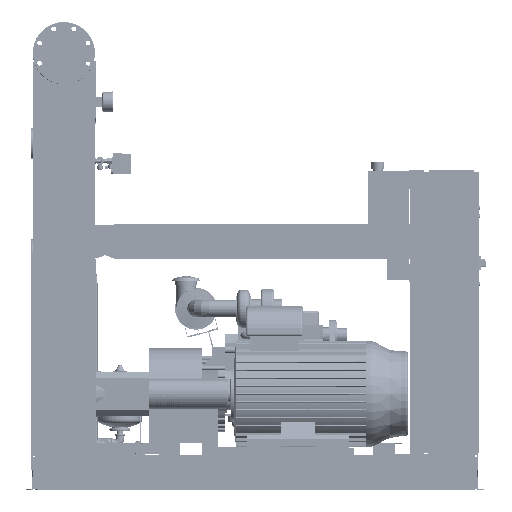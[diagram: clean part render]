
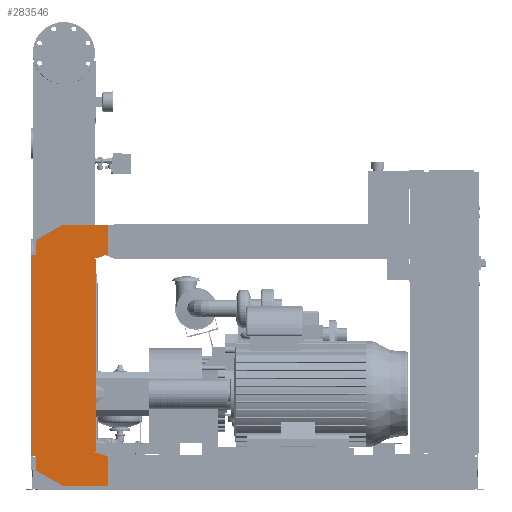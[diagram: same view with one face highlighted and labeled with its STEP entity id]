
A CAD part, front view. The second image highlights one B-rep face of the part: STEP entity #283546.
In plain terms, the highlighted free-form (B-spline) face has degree [1, 1] with [2, 2] control points.
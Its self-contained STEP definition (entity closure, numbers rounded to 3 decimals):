
#283031=CARTESIAN_POINT('',(-129.0,-741.5,1076.0));
#283032=VERTEX_POINT('',#283031);
#283039=CARTESIAN_POINT('',(-129.,-741.5,1142.986));
#283040=VERTEX_POINT('',#283039);
#283041=CARTESIAN_POINT('',(-129.0,-741.5,1076.0));
#283042=DIRECTION('',(0.0,0.0,1.0));
#283043=VECTOR('',#283042,66.986);
#283044=LINE('',#283041,#283043);
#283045=EDGE_CURVE('',#283032,#283040,#283044,.T.);
#283063=CARTESIAN_POINT('',(-6.0,-741.5,1214.0));
#283064=VERTEX_POINT('',#283063);
#283065=CARTESIAN_POINT('',(-129.,-741.5,1142.986));
#283066=DIRECTION('',(0.866,0.0,0.5));
#283067=VECTOR('',#283066,142.028);
#283068=LINE('',#283065,#283067);
#283069=EDGE_CURVE('',#283040,#283064,#283068,.T.);
#283087=CARTESIAN_POINT('',(204.,-741.5,1214.0));
#283088=VERTEX_POINT('',#283087);
#283089=CARTESIAN_POINT('',(-6.0,-741.5,1214.0));
#283090=DIRECTION('',(1.0,0.0,0.0));
#283091=VECTOR('',#283090,210.);
#283092=LINE('',#283089,#283091);
#283093=EDGE_CURVE('',#283064,#283088,#283092,.T.);
#283111=CARTESIAN_POINT('',(204.0,-741.5,1080.379));
#283112=VERTEX_POINT('',#283111);
#283113=CARTESIAN_POINT('',(204.,-741.5,1214.0));
#283114=DIRECTION('',(0.0,0.0,-1.0));
#283115=VECTOR('',#283114,133.621);
#283116=LINE('',#283113,#283115);
#283117=EDGE_CURVE('',#283088,#283112,#283116,.T.);
#283135=CARTESIAN_POINT('',(159.0,-741.5,1064.0));
#283136=VERTEX_POINT('',#283135);
#283137=CARTESIAN_POINT('',(204.0,-741.5,1080.379));
#283138=DIRECTION('',(-0.94,0.0,-0.342));
#283139=VECTOR('',#283138,47.888);
#283140=LINE('',#283137,#283139);
#283141=EDGE_CURVE('',#283112,#283136,#283140,.T.);
#283159=CARTESIAN_POINT('',(139.0,-741.5,1064.0));
#283160=VERTEX_POINT('',#283159);
#283161=CARTESIAN_POINT('',(159.0,-741.5,1064.0));
#283162=DIRECTION('',(-1.0,0.0,0.0));
#283163=VECTOR('',#283162,20.0);
#283164=LINE('',#283161,#283163);
#283165=EDGE_CURVE('',#283136,#283160,#283164,.T.);
#283183=CARTESIAN_POINT('',(139.0,-741.5,1056.0));
#283184=VERTEX_POINT('',#283183);
#283185=CARTESIAN_POINT('',(139.0,-741.5,1064.0));
#283186=DIRECTION('',(0.0,0.0,-1.0));
#283187=VECTOR('',#283186,8.0);
#283188=LINE('',#283185,#283187);
#283189=EDGE_CURVE('',#283160,#283184,#283188,.T.);
#283207=CARTESIAN_POINT('',(147.,-741.5,1056.0));
#283208=VERTEX_POINT('',#283207);
#283209=CARTESIAN_POINT('',(139.0,-741.5,1056.0));
#283210=DIRECTION('',(1.0,0.0,0.0));
#283211=VECTOR('',#283210,8.);
#283212=LINE('',#283209,#283211);
#283213=EDGE_CURVE('',#283184,#283208,#283212,.T.);
#283231=CARTESIAN_POINT('',(147.,-741.5,176.));
#283232=VERTEX_POINT('',#283231);
#283243=CARTESIAN_POINT('',(147.,-741.5,1056.0));
#283244=DIRECTION('',(0.0,0.0,-1.0));
#283245=VECTOR('',#283244,880.);
#283246=LINE('',#283243,#283245);
#283247=EDGE_CURVE('',#283208,#283232,#283246,.T.);
#283261=CARTESIAN_POINT('',(139.,-741.5,176.));
#283262=VERTEX_POINT('',#283261);
#283263=CARTESIAN_POINT('',(147.,-741.5,176.));
#283264=DIRECTION('',(-1.0,0.0,0.0));
#283265=VECTOR('',#283264,8.0);
#283266=LINE('',#283263,#283265);
#283267=EDGE_CURVE('',#283232,#283262,#283266,.T.);
#283285=CARTESIAN_POINT('',(139.,-741.5,168.));
#283286=VERTEX_POINT('',#283285);
#283287=CARTESIAN_POINT('',(139.,-741.5,176.));
#283288=DIRECTION('',(0.0,0.0,-1.0));
#283289=VECTOR('',#283288,8.0);
#283290=LINE('',#283287,#283289);
#283291=EDGE_CURVE('',#283262,#283286,#283290,.T.);
#283309=CARTESIAN_POINT('',(159.,-741.5,168.));
#283310=VERTEX_POINT('',#283309);
#283311=CARTESIAN_POINT('',(139.,-741.5,168.));
#283312=DIRECTION('',(1.0,0.0,0.0));
#283313=VECTOR('',#283312,20.0);
#283314=LINE('',#283311,#283313);
#283315=EDGE_CURVE('',#283286,#283310,#283314,.T.);
#283333=CARTESIAN_POINT('',(204.,-741.5,151.621));
#283334=VERTEX_POINT('',#283333);
#283335=CARTESIAN_POINT('',(159.,-741.5,168.));
#283336=DIRECTION('',(0.94,0.0,-0.342));
#283337=VECTOR('',#283336,47.888);
#283338=LINE('',#283335,#283337);
#283339=EDGE_CURVE('',#283310,#283334,#283338,.T.);
#283357=CARTESIAN_POINT('',(204.,-741.5,18.0));
#283358=VERTEX_POINT('',#283357);
#283359=CARTESIAN_POINT('',(204.,-741.5,151.621));
#283360=DIRECTION('',(0.0,0.0,-1.0));
#283361=VECTOR('',#283360,133.621);
#283362=LINE('',#283359,#283361);
#283363=EDGE_CURVE('',#283334,#283358,#283362,.T.);
#283381=CARTESIAN_POINT('',(-4.,-741.5,18.0));
#283382=VERTEX_POINT('',#283381);
#283383=CARTESIAN_POINT('',(204.,-741.5,18.0));
#283384=DIRECTION('',(-1.0,0.0,0.0));
#283385=VECTOR('',#283384,208.);
#283386=LINE('',#283383,#283385);
#283387=EDGE_CURVE('',#283358,#283382,#283386,.T.);
#283405=CARTESIAN_POINT('',(-129.,-741.5,90.169));
#283406=VERTEX_POINT('',#283405);
#283407=CARTESIAN_POINT('',(-4.,-741.5,18.0));
#283408=DIRECTION('',(-0.866,0.0,0.5));
#283409=VECTOR('',#283408,144.338);
#283410=LINE('',#283407,#283409);
#283411=EDGE_CURVE('',#283382,#283406,#283410,.T.);
#283429=CARTESIAN_POINT('',(-129.,-741.5,156.0));
#283430=VERTEX_POINT('',#283429);
#283431=CARTESIAN_POINT('',(-129.,-741.5,90.169));
#283432=DIRECTION('',(0.0,0.0,1.0));
#283433=VECTOR('',#283432,65.831);
#283434=LINE('',#283431,#283433);
#283435=EDGE_CURVE('',#283406,#283430,#283434,.T.);
#283453=CARTESIAN_POINT('',(-149.,-741.5,156.0));
#283454=VERTEX_POINT('',#283453);
#283455=CARTESIAN_POINT('',(-129.,-741.5,156.0));
#283456=DIRECTION('',(-1.0,0.0,0.0));
#283457=VECTOR('',#283456,20.0);
#283458=LINE('',#283455,#283457);
#283459=EDGE_CURVE('',#283430,#283454,#283458,.T.);
#283477=CARTESIAN_POINT('',(-149.0,-741.5,1076.0));
#283478=VERTEX_POINT('',#283477);
#283491=CARTESIAN_POINT('',(-149.,-741.5,156.0));
#283492=DIRECTION('',(0.0,0.0,1.0));
#283493=VECTOR('',#283492,920.0);
#283494=LINE('',#283491,#283493);
#283495=EDGE_CURVE('',#283454,#283478,#283494,.T.);
#283509=CARTESIAN_POINT('',(-149.0,-741.5,1076.0));
#283510=DIRECTION('',(1.0,0.0,0.0));
#283511=VECTOR('',#283510,20.0);
#283512=LINE('',#283509,#283511);
#283513=EDGE_CURVE('',#283478,#283032,#283512,.T.);
#283519=CARTESIAN_POINT('',(-149.,-741.5,18.0));
#283520=CARTESIAN_POINT('',(204.,-741.5,18.0));
#283521=CARTESIAN_POINT('',(-149.,-741.5,1214.0));
#283522=CARTESIAN_POINT('',(204.,-741.5,1214.0));
#283523=B_SPLINE_SURFACE_WITH_KNOTS('',1,1,((#283519,#283521),(#283520,#283522)),.UNSPECIFIED.,.F.,.F.,.U.,(2,2),(2,2),(0.0,353.),(0.0,1196.0),.UNSPECIFIED.);
#283524=ORIENTED_EDGE('',*,*,#283513,.F.);
#283525=ORIENTED_EDGE('',*,*,#283495,.F.);
#283526=ORIENTED_EDGE('',*,*,#283459,.F.);
#283527=ORIENTED_EDGE('',*,*,#283435,.F.);
#283528=ORIENTED_EDGE('',*,*,#283411,.F.);
#283529=ORIENTED_EDGE('',*,*,#283387,.F.);
#283530=ORIENTED_EDGE('',*,*,#283363,.F.);
#283531=ORIENTED_EDGE('',*,*,#283339,.F.);
#283532=ORIENTED_EDGE('',*,*,#283315,.F.);
#283533=ORIENTED_EDGE('',*,*,#283291,.F.);
#283534=ORIENTED_EDGE('',*,*,#283267,.F.);
#283535=ORIENTED_EDGE('',*,*,#283247,.F.);
#283536=ORIENTED_EDGE('',*,*,#283213,.F.);
#283537=ORIENTED_EDGE('',*,*,#283189,.F.);
#283538=ORIENTED_EDGE('',*,*,#283165,.F.);
#283539=ORIENTED_EDGE('',*,*,#283141,.F.);
#283540=ORIENTED_EDGE('',*,*,#283117,.F.);
#283541=ORIENTED_EDGE('',*,*,#283093,.F.);
#283542=ORIENTED_EDGE('',*,*,#283069,.F.);
#283543=ORIENTED_EDGE('',*,*,#283045,.F.);
#283544=EDGE_LOOP('',(#283524,#283525,#283526,#283527,#283528,#283529,#283530,#283531,#283532,#283533,#283534,#283535,#283536,#283537,#283538,#283539,#283540,#283541,#283542,#283543));
#283545=FACE_OUTER_BOUND('',#283544,.T.);
#283546=ADVANCED_FACE('',(#283545),#283523,.T.);
